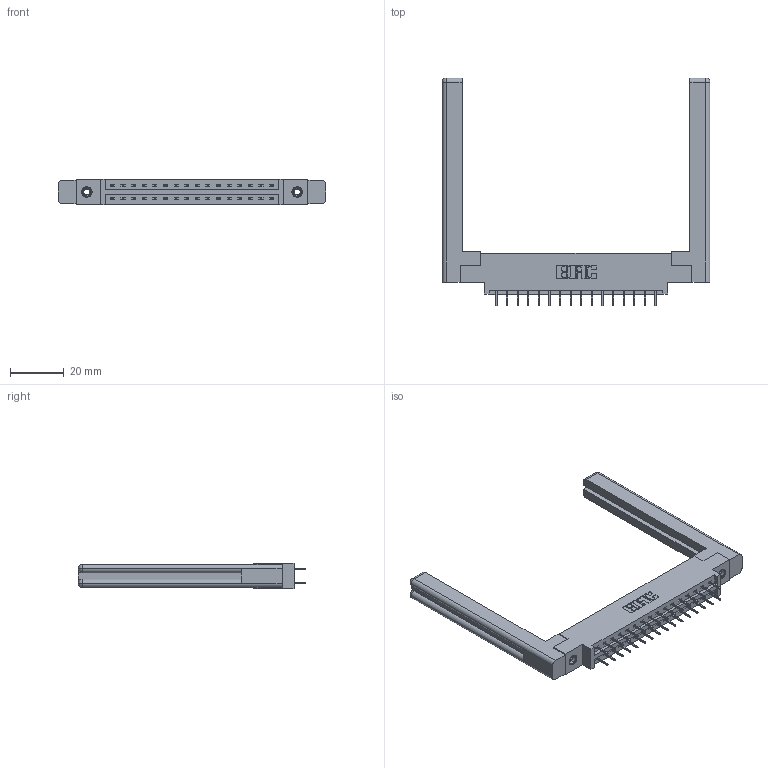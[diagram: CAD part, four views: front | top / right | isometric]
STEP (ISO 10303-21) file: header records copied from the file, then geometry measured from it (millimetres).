
FILE_DESCRIPTION (( 'STEP AP203' ), '1' );
FILE_NAME ('387-032-524-858.STEP', '2019-10-17T15:44:31', ( '' ), ( '' ), 'SwSTEP 2.0', 'SolidWorks 2016', '' );
FILE_SCHEMA (( 'CONFIG_CONTROL_DESIGN' ));
Length unit declared in the file: inch
Products named in the file (5): 345-292-001_345-293-124; 345-250-001_345-250-001-102; 307-220-058; 337 Part_0.170 Offset - 0.156 Dia-TI; 387-032-524-858
Assembly tree (37 placements, depth 2):
  387-032-524-858
    337 Part_0.170 Offset - 0.156 Dia-TI
    345-292-001_345-293-124  x32
    345-250-001_345-250-001-102  x2
    307-220-058  x2
Bounding box: 100.03 x 85.1 x 9.4 mm (x, y, z)
Volume: 17171.8 mm3; surface area: 16090.3 mm2
Topology: 37 solids, 37 shells, 2116 faces, 5957 edges, 3830 vertices
Faces by surface type: plane 1566, cylinder 526, cone 12, torus 12
Entity records: 18608 total; most frequent: CARTESIAN_POINT 3165, ORIENTED_EDGE 3040, DIRECTION 2756, EDGE_CURVE 1520, LINE 1348, VECTOR 1348, VERTEX_POINT 1002, AXIS2_PLACEMENT_3D 704
